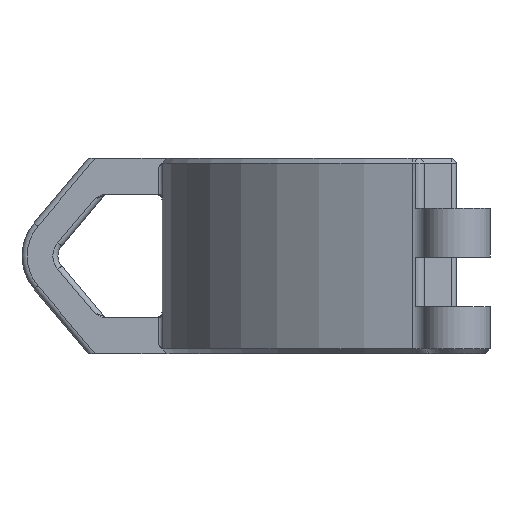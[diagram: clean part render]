
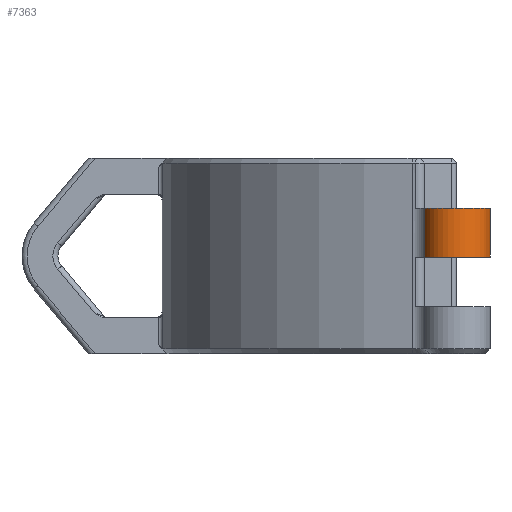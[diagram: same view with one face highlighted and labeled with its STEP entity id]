
A CAD part, left-side view. The second image highlights one B-rep face of the part: STEP entity #7363.
In plain terms, the highlighted cylindrical face has radius 6.5 mm (diameter 13 mm), a partial arc.
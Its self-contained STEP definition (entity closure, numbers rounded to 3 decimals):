
#3964 = CYLINDRICAL_SURFACE('',#3965,3.);
#3965 = AXIS2_PLACEMENT_3D('',#3966,#3967,#3968);
#3966 = CARTESIAN_POINT('',(-59.737,9.073,-19.));
#3967 = DIRECTION('',(-0.,-0.,-1.));
#3968 = DIRECTION('',(1.,0.,0.));
#5955 = VERTEX_POINT('',#5956);
#5956 = CARTESIAN_POINT('',(-58.848,6.208,-0.2));
#5971 = PLANE('',#5972);
#5972 = AXIS2_PLACEMENT_3D('',#5973,#5974,#5975);
#5973 = CARTESIAN_POINT('',(-39.756,6.208,-0.2));
#5974 = DIRECTION('',(0.,0.,1.));
#5975 = DIRECTION('',(0.,-1.,0.));
#5983 = EDGE_CURVE('',#5955,#5984,#5986,.T.);
#5984 = VERTEX_POINT('',#5985);
#5985 = CARTESIAN_POINT('',(-58.848,6.208,9.3));
#5986 = SURFACE_CURVE('',#5987,(#5991,#5998),.PCURVE_S1.);
#5987 = LINE('',#5988,#5989);
#5988 = CARTESIAN_POINT('',(-58.848,6.208,-19.));
#5989 = VECTOR('',#5990,1.);
#5990 = DIRECTION('',(0.,0.,1.));
#5991 = PCURVE('',#3964,#5992);
#5992 = DEFINITIONAL_REPRESENTATION('',(#5993),#5997);
#5993 = LINE('',#5994,#5995);
#5994 = CARTESIAN_POINT('',(-5.013,0.));
#5995 = VECTOR('',#5996,1.);
#5996 = DIRECTION('',(-0.,-1.));
#5997 = ( GEOMETRIC_REPRESENTATION_CONTEXT(2) 
PARAMETRIC_REPRESENTATION_CONTEXT() REPRESENTATION_CONTEXT('2D SPACE',''
  ) );
#5998 = PCURVE('',#5999,#6004);
#5999 = CYLINDRICAL_SURFACE('',#6000,6.5);
#6000 = AXIS2_PLACEMENT_3D('',#6001,#6002,#6003);
#6001 = CARTESIAN_POINT('',(-56.923,0.,-19.));
#6002 = DIRECTION('',(-0.,-0.,-1.));
#6003 = DIRECTION('',(1.,0.,0.));
#6004 = DEFINITIONAL_REPRESENTATION('',(#6005),#6009);
#6005 = LINE('',#6006,#6007);
#6006 = CARTESIAN_POINT('',(-1.872,0.));
#6007 = VECTOR('',#6008,1.);
#6008 = DIRECTION('',(-0.,-1.));
#6009 = ( GEOMETRIC_REPRESENTATION_CONTEXT(2) 
PARAMETRIC_REPRESENTATION_CONTEXT() REPRESENTATION_CONTEXT('2D SPACE',''
  ) );
#6026 = PLANE('',#6027);
#6027 = AXIS2_PLACEMENT_3D('',#6028,#6029,#6030);
#6028 = CARTESIAN_POINT('',(-39.756,-11.5,9.3));
#6029 = DIRECTION('',(0.,0.,-1.));
#6030 = DIRECTION('',(0.,1.,0.));
#6326 = CYLINDRICAL_SURFACE('',#6327,50.423);
#6327 = AXIS2_PLACEMENT_3D('',#6328,#6329,#6330);
#6328 = CARTESIAN_POINT('',(0.,0.,-19.));
#6329 = DIRECTION('',(-0.,-0.,-1.));
#6330 = DIRECTION('',(1.,0.,0.));
#7317 = VERTEX_POINT('',#7318);
#7318 = CARTESIAN_POINT('',(-50.423,0.,9.3));
#7340 = EDGE_CURVE('',#7317,#5984,#7341,.T.);
#7341 = SURFACE_CURVE('',#7342,(#7347,#7354),.PCURVE_S1.);
#7342 = CIRCLE('',#7343,6.5);
#7343 = AXIS2_PLACEMENT_3D('',#7344,#7345,#7346);
#7344 = CARTESIAN_POINT('',(-56.923,0.,9.3));
#7345 = DIRECTION('',(0.,0.,-1.));
#7346 = DIRECTION('',(1.,0.,0.));
#7347 = PCURVE('',#6026,#7348);
#7348 = DEFINITIONAL_REPRESENTATION('',(#7349),#7353);
#7349 = CIRCLE('',#7350,6.5);
#7350 = AXIS2_PLACEMENT_2D('',#7351,#7352);
#7351 = CARTESIAN_POINT('',(11.5,-17.167));
#7352 = DIRECTION('',(0.,1.));
#7353 = ( GEOMETRIC_REPRESENTATION_CONTEXT(2) 
PARAMETRIC_REPRESENTATION_CONTEXT() REPRESENTATION_CONTEXT('2D SPACE',''
  ) );
#7354 = PCURVE('',#5999,#7355);
#7355 = DEFINITIONAL_REPRESENTATION('',(#7356),#7360);
#7356 = LINE('',#7357,#7358);
#7357 = CARTESIAN_POINT('',(-6.283,-28.3));
#7358 = VECTOR('',#7359,1.);
#7359 = DIRECTION('',(1.,-0.));
#7360 = ( GEOMETRIC_REPRESENTATION_CONTEXT(2) 
PARAMETRIC_REPRESENTATION_CONTEXT() REPRESENTATION_CONTEXT('2D SPACE',''
  ) );
#7363 = ADVANCED_FACE('',(#7364),#5999,.T.);
#7364 = FACE_BOUND('',#7365,.F.);
#7365 = EDGE_LOOP('',(#7366,#7394,#7395,#7396));
#7366 = ORIENTED_EDGE('',*,*,#7367,.T.);
#7367 = EDGE_CURVE('',#7368,#5955,#7370,.T.);
#7368 = VERTEX_POINT('',#7369);
#7369 = CARTESIAN_POINT('',(-50.423,0.,-0.2));
#7370 = SURFACE_CURVE('',#7371,(#7376,#7383),.PCURVE_S1.);
#7371 = CIRCLE('',#7372,6.5);
#7372 = AXIS2_PLACEMENT_3D('',#7373,#7374,#7375);
#7373 = CARTESIAN_POINT('',(-56.923,0.,-0.2));
#7374 = DIRECTION('',(0.,0.,-1.));
#7375 = DIRECTION('',(1.,0.,0.));
#7376 = PCURVE('',#5999,#7377);
#7377 = DEFINITIONAL_REPRESENTATION('',(#7378),#7382);
#7378 = LINE('',#7379,#7380);
#7379 = CARTESIAN_POINT('',(-6.283,-18.8));
#7380 = VECTOR('',#7381,1.);
#7381 = DIRECTION('',(1.,-0.));
#7382 = ( GEOMETRIC_REPRESENTATION_CONTEXT(2) 
PARAMETRIC_REPRESENTATION_CONTEXT() REPRESENTATION_CONTEXT('2D SPACE',''
  ) );
#7383 = PCURVE('',#5971,#7384);
#7384 = DEFINITIONAL_REPRESENTATION('',(#7385),#7393);
#7385 = ( BOUNDED_CURVE() B_SPLINE_CURVE(2,(#7386,#7387,#7388,#7389,
#7390,#7391,#7392),.UNSPECIFIED.,.T.,.F.) B_SPLINE_CURVE_WITH_KNOTS((1,2
    ,2,2,2,1),(-2.094,0.,2.094,4.189,
6.283,8.378),.UNSPECIFIED.) CURVE() 
GEOMETRIC_REPRESENTATION_ITEM() RATIONAL_B_SPLINE_CURVE((1.,0.5,1.,0.5,
1.,0.5,1.)) REPRESENTATION_ITEM('') );
#7386 = CARTESIAN_POINT('',(6.208,-10.667));
#7387 = CARTESIAN_POINT('',(17.466,-10.667));
#7388 = CARTESIAN_POINT('',(11.837,-20.417));
#7389 = CARTESIAN_POINT('',(6.208,-30.167));
#7390 = CARTESIAN_POINT('',(0.579,-20.417));
#7391 = CARTESIAN_POINT('',(-5.05,-10.667));
#7392 = CARTESIAN_POINT('',(6.208,-10.667));
#7393 = ( GEOMETRIC_REPRESENTATION_CONTEXT(2) 
PARAMETRIC_REPRESENTATION_CONTEXT() REPRESENTATION_CONTEXT('2D SPACE',''
  ) );
#7394 = ORIENTED_EDGE('',*,*,#5983,.T.);
#7395 = ORIENTED_EDGE('',*,*,#7340,.F.);
#7396 = ORIENTED_EDGE('',*,*,#7397,.F.);
#7397 = EDGE_CURVE('',#7368,#7317,#7398,.T.);
#7398 = SURFACE_CURVE('',#7399,(#7403,#7410),.PCURVE_S1.);
#7399 = LINE('',#7400,#7401);
#7400 = CARTESIAN_POINT('',(-50.423,0.,-19.));
#7401 = VECTOR('',#7402,1.);
#7402 = DIRECTION('',(0.,0.,1.));
#7403 = PCURVE('',#5999,#7404);
#7404 = DEFINITIONAL_REPRESENTATION('',(#7405),#7409);
#7405 = LINE('',#7406,#7407);
#7406 = CARTESIAN_POINT('',(-6.283,0.));
#7407 = VECTOR('',#7408,1.);
#7408 = DIRECTION('',(-0.,-1.));
#7409 = ( GEOMETRIC_REPRESENTATION_CONTEXT(2) 
PARAMETRIC_REPRESENTATION_CONTEXT() REPRESENTATION_CONTEXT('2D SPACE',''
  ) );
#7410 = PCURVE('',#6326,#7411);
#7411 = DEFINITIONAL_REPRESENTATION('',(#7412),#7416);
#7412 = LINE('',#7413,#7414);
#7413 = CARTESIAN_POINT('',(-3.142,0.));
#7414 = VECTOR('',#7415,1.);
#7415 = DIRECTION('',(-0.,-1.));
#7416 = ( GEOMETRIC_REPRESENTATION_CONTEXT(2) 
PARAMETRIC_REPRESENTATION_CONTEXT() REPRESENTATION_CONTEXT('2D SPACE',''
  ) );
